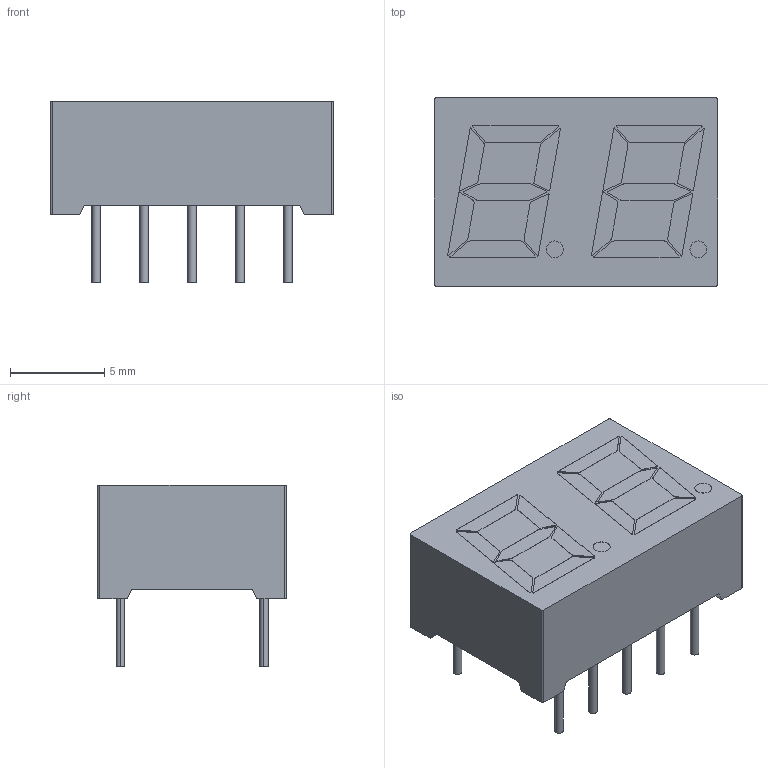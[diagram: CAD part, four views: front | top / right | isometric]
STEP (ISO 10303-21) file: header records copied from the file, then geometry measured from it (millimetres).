
FILE_DESCRIPTION (( 'STEP AP214' ), '1' );
FILE_NAME ('LED-SEG-TH_10P-L15.0-W10.0-H6.1-P2.54-S7.62.step', '2022-07-08T11:31:05', ( '' ), ( '' ), 'SwSTEP 2.0', 'SolidWorks 2020', '' );
FILE_SCHEMA (( 'AUTOMOTIVE_DESIGN' ));
Length unit declared in the file: millimetre
Products named in the file (1): LED-SEG-TH_10P-L15.0-W10.0-H6.1-P2.54-S7.62
Bounding box: 15.02 x 10.01 x 9.6 mm (x, y, z)
Volume: 835 mm3; surface area: 647.2 mm2
Topology: 1 solids, 1 shells, 495 faces, 1323 edges, 882 vertices
Faces by surface type: plane 283, bspline 112, cylinder 100
Entity records: 21461 total; most frequent: CARTESIAN_POINT 4805, ORIENTED_EDGE 2646, DIRECTION 2063, EDGE_CURVE 1323, VECTOR 895, LINE 895, VERTEX_POINT 882, AXIS2_PLACEMENT_3D 584
